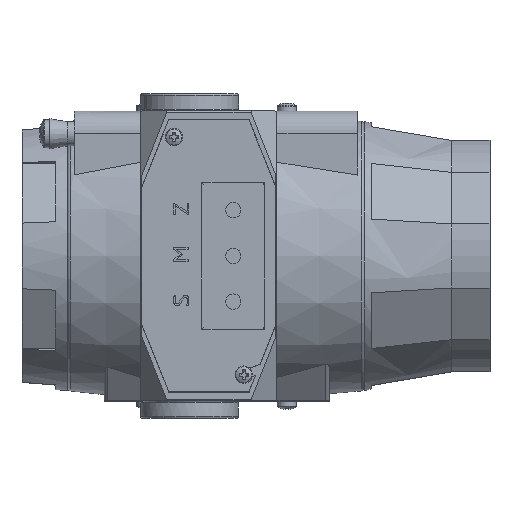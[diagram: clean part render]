
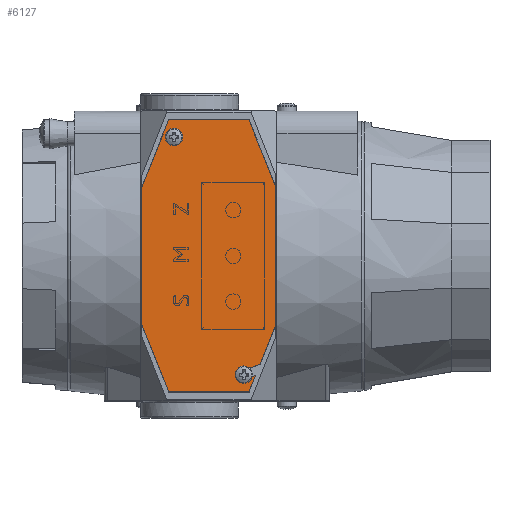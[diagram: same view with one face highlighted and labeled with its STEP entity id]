
A CAD part, top view. The second image highlights one B-rep face of the part: STEP entity #6127.
In plain terms, the highlighted planar face has unit normal (0, 0, 1).
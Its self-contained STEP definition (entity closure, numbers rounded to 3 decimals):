
#6127=ADVANCED_FACE('',(#29386,#29388),#29390,.T.);
#29386=FACE_BOUND('',#29387,.T.);
#29387=EDGE_LOOP('',(#39140,#39141,#39142,#39143,#39144,#39145,#39146,#39147,#39148,
#39149,#39150,#39151,#39152,#39153));
#29388=FACE_BOUND('',#29389,.T.);
#29389=EDGE_LOOP('',(#39154));
#29390=PLANE('',#29391);
#29391=AXIS2_PLACEMENT_3D('',#29392,#29393,#29394);
#29392=CARTESIAN_POINT('',(0.,0.,0.5));
#29393=DIRECTION('',(0.,0.,1.));
#29394=DIRECTION('',(-1.,0.,0.));
#39140=ORIENTED_EDGE('',*,*,#43910,.F.);
#39141=ORIENTED_EDGE('',*,*,#43911,.T.);
#39142=ORIENTED_EDGE('',*,*,#43912,.T.);
#39143=ORIENTED_EDGE('',*,*,#43913,.T.);
#39144=ORIENTED_EDGE('',*,*,#43914,.T.);
#39145=ORIENTED_EDGE('',*,*,#43915,.T.);
#39146=ORIENTED_EDGE('',*,*,#43916,.T.);
#39147=ORIENTED_EDGE('',*,*,#43917,.T.);
#39148=ORIENTED_EDGE('',*,*,#43918,.T.);
#39149=ORIENTED_EDGE('',*,*,#43919,.T.);
#39150=ORIENTED_EDGE('',*,*,#43920,.T.);
#39151=ORIENTED_EDGE('',*,*,#43921,.F.);
#39152=ORIENTED_EDGE('',*,*,#43922,.T.);
#39153=ORIENTED_EDGE('',*,*,#43923,.T.);
#39154=ORIENTED_EDGE('',*,*,#43924,.T.);
#43910=EDGE_CURVE('',#51133,#51134,#51135,.F.);
#43911=EDGE_CURVE('',#51133,#51136,#51137,.F.);
#43912=EDGE_CURVE('',#51136,#51138,#51139,.T.);
#43913=EDGE_CURVE('',#51138,#51140,#51141,.T.);
#43914=EDGE_CURVE('',#51140,#51142,#51143,.T.);
#43915=EDGE_CURVE('',#51142,#51144,#51145,.T.);
#43916=EDGE_CURVE('',#51144,#51146,#51147,.T.);
#43917=EDGE_CURVE('',#51146,#51148,#51149,.T.);
#43918=EDGE_CURVE('',#51148,#51150,#51151,.T.);
#43919=EDGE_CURVE('',#51150,#51152,#51153,.T.);
#43920=EDGE_CURVE('',#51152,#51154,#51155,.T.);
#43921=EDGE_CURVE('',#51156,#51154,#51157,.F.);
#43922=EDGE_CURVE('',#51156,#51158,#51159,.F.);
#43923=EDGE_CURVE('',#51158,#51134,#51160,.F.);
#43924=EDGE_CURVE('',#51161,#51161,#51162,.F.);
#51133=VERTEX_POINT('',#75018);
#51134=VERTEX_POINT('',#75019);
#51135=CIRCLE('',#75020,0.1);
#51136=VERTEX_POINT('',#75024);
#51137=LINE('',#75025,#75026);
#51138=VERTEX_POINT('',#75028);
#51139=LINE('',#75029,#75030);
#51140=VERTEX_POINT('',#75032);
#51141=LINE('',#75033,#75034);
#51142=VERTEX_POINT('',#75036);
#51143=LINE('',#75037,#75038);
#51144=VERTEX_POINT('',#75040);
#51145=LINE('',#75041,#75042);
#51146=VERTEX_POINT('',#75044);
#51147=LINE('',#75045,#75046);
#51148=VERTEX_POINT('',#75048);
#51149=LINE('',#75049,#75050);
#51150=VERTEX_POINT('',#75052);
#51151=LINE('',#75053,#75054);
#51152=VERTEX_POINT('',#75056);
#51153=LINE('',#75057,#75058);
#51154=VERTEX_POINT('',#75060);
#51155=LINE('',#75061,#75062);
#51156=VERTEX_POINT('',#75064);
#51157=CIRCLE('',#75065,0.05);
#51158=VERTEX_POINT('',#75069);
#51159=LINE('',#75070,#75071);
#51160=CIRCLE('',#75073,1.5);
#51161=VERTEX_POINT('',#75077);
#51162=CIRCLE('',#75078,1.5);
#75018=CARTESIAN_POINT('',(72.242,-10.823,0.5));
#75019=CARTESIAN_POINT('',(72.392,-10.871,0.5));
#75020=AXIS2_PLACEMENT_3D('',#75021,#75022,#75023);
#75021=CARTESIAN_POINT('',(72.336,-10.789,0.5));
#75022=DIRECTION('',(0.,0.,-1.));
#75023=DIRECTION('',(0.565,-0.825,0.));
#75024=CARTESIAN_POINT('',(70.081,-4.886,0.5));
#75025=CARTESIAN_POINT('',(70.081,-4.886,0.5));
#75026=VECTOR('',#75027,1.);
#75027=DIRECTION('',(0.342,-0.94,0.));
#75028=CARTESIAN_POINT('',(57.99,-0.05,0.5));
#75029=CARTESIAN_POINT('',(70.081,-4.886,0.5));
#75030=VECTOR('',#75031,1.);
#75031=DIRECTION('',(-0.928,0.371,0.));
#75032=CARTESIAN_POINT('',(20.01,-0.05,0.5));
#75033=CARTESIAN_POINT('',(57.99,-0.05,0.5));
#75034=VECTOR('',#75035,1.);
#75035=DIRECTION('',(-1.,0.,0.));
#75036=CARTESIAN_POINT('',(0.05,-8.034,0.5));
#75037=CARTESIAN_POINT('',(20.01,-0.05,0.5));
#75038=VECTOR('',#75039,1.);
#75039=DIRECTION('',(-0.928,-0.371,0.));
#75040=CARTESIAN_POINT('',(0.05,-30.966,0.5));
#75041=CARTESIAN_POINT('',(0.05,-8.034,0.5));
#75042=VECTOR('',#75043,1.);
#75043=DIRECTION('',(0.,-1.,0.));
#75044=CARTESIAN_POINT('',(20.01,-38.95,0.5));
#75045=CARTESIAN_POINT('',(0.05,-30.966,0.5));
#75046=VECTOR('',#75047,1.);
#75047=DIRECTION('',(0.928,-0.371,0.));
#75048=CARTESIAN_POINT('',(57.99,-38.95,0.5));
#75049=CARTESIAN_POINT('',(20.01,-38.95,0.5));
#75050=VECTOR('',#75051,1.);
#75051=DIRECTION('',(1.,0.,0.));
#75052=CARTESIAN_POINT('',(77.95,-30.966,0.5));
#75053=CARTESIAN_POINT('',(57.99,-38.95,0.5));
#75054=VECTOR('',#75055,1.);
#75055=DIRECTION('',(0.928,0.371,0.));
#75056=CARTESIAN_POINT('',(77.95,-8.034,0.5));
#75057=CARTESIAN_POINT('',(77.95,-30.966,0.5));
#75058=VECTOR('',#75059,1.);
#75059=DIRECTION('',(0.,1.,0.));
#75060=CARTESIAN_POINT('',(73.188,-6.129,0.5));
#75061=CARTESIAN_POINT('',(77.95,-8.034,0.5));
#75062=VECTOR('',#75063,1.);
#75063=DIRECTION('',(-0.928,0.371,0.));
#75064=CARTESIAN_POINT('',(73.188,-6.165,0.5));
#75065=AXIS2_PLACEMENT_3D('',#75066,#75067,#75068);
#75066=CARTESIAN_POINT('',(73.235,-6.148,0.5));
#75067=DIRECTION('',(0.,0.,1.));
#75068=DIRECTION('',(-0.928,0.371,0.));
#75069=CARTESIAN_POINT('',(74.483,-9.724,0.5));
#75070=CARTESIAN_POINT('',(74.483,-9.724,0.5));
#75071=VECTOR('',#75072,1.);
#75072=DIRECTION('',(-0.342,0.94,0.));
#75073=AXIS2_PLACEMENT_3D('',#75074,#75075,#75076);
#75074=CARTESIAN_POINT('',(73.,-9.5,0.5));
#75075=DIRECTION('',(0.,0.,1.));
#75076=DIRECTION('',(-0.405,-0.914,0.));
#75077=CARTESIAN_POINT('',(3.5,-29.5,0.5));
#75078=AXIS2_PLACEMENT_3D('',#75079,#75080,#75081);
#75079=CARTESIAN_POINT('',(5.,-29.5,0.5));
#75080=DIRECTION('',(0.,0.,1.));
#75081=DIRECTION('',(-1.,0.,0.));
